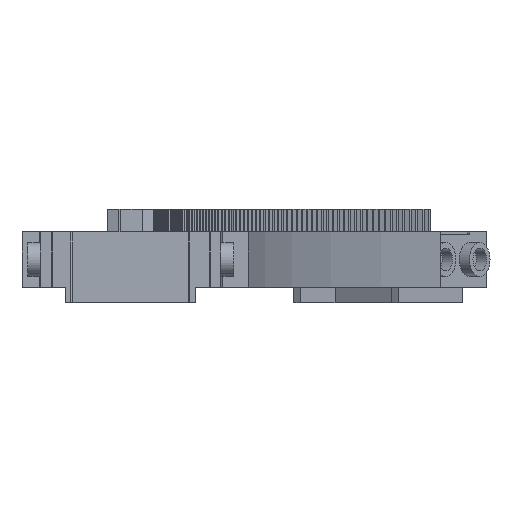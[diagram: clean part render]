
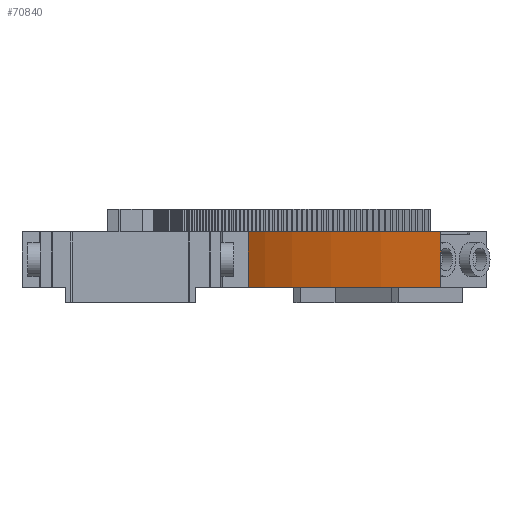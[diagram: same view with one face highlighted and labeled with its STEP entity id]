
A CAD part, front view. The second image highlights one B-rep face of the part: STEP entity #70840.
In plain terms, the highlighted cylindrical face has radius 184.1 mm (diameter 368.2 mm), a partial arc.
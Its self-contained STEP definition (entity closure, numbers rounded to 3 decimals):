
#314 = PLANE('',#315);
#315 = AXIS2_PLACEMENT_3D('',#316,#317,#318);
#316 = CARTESIAN_POINT('',(16.515,23.411,3.4));
#317 = DIRECTION('',(0.,0.,1.));
#318 = DIRECTION('',(-0.298,0.955,0.));
#36418 = VERTEX_POINT('',#36419);
#36419 = CARTESIAN_POINT('',(-1.07,-47.47,3.4));
#36435 = PLANE('',#36436);
#36436 = AXIS2_PLACEMENT_3D('',#36437,#36438,#36439);
#36437 = CARTESIAN_POINT('',(14.333,-47.47,-4.4));
#36438 = DIRECTION('',(0.,1.,0.));
#36439 = DIRECTION('',(0.,0.,1.));
#36447 = EDGE_CURVE('',#36418,#36448,#36450,.T.);
#36448 = VERTEX_POINT('',#36449);
#36449 = CARTESIAN_POINT('',(26.01,33.772,3.4));
#36450 = SURFACE_CURVE('',#36451,(#36456,#36467),.PCURVE_S1.);
#36451 = CIRCLE('',#36452,184.1);
#36452 = AXIS2_PLACEMENT_3D('',#36453,#36454,#36455);
#36453 = CARTESIAN_POINT('',(182.333,-63.47,3.4));
#36454 = DIRECTION('',(0.,0.,-1.));
#36455 = DIRECTION('',(-1.,0.,0.));
#36456 = PCURVE('',#314,#36457);
#36457 = DEFINITIONAL_REPRESENTATION('',(#36458),#36466);
#36458 = ( BOUNDED_CURVE() B_SPLINE_CURVE(2,(#36459,#36460,#36461,#36462
    ,#36463,#36464,#36465),.UNSPECIFIED.,.T.,.F.) 
B_SPLINE_CURVE_WITH_KNOTS((1,2,2,2,2,1),(-2.094,0.,
    2.094,4.189,6.283,8.378),
.UNSPECIFIED.) CURVE() GEOMETRIC_REPRESENTATION_ITEM() 
RATIONAL_B_SPLINE_CURVE((1.,0.5,1.,0.5,1.,0.5,1.)) REPRESENTATION_ITEM(
  '') );
#36459 = CARTESIAN_POINT('',(-77.478,43.356));
#36460 = CARTESIAN_POINT('',(226.889,-51.721));
#36461 = CARTESIAN_POINT('',(-7.634,-267.772));
#36462 = CARTESIAN_POINT('',(-242.156,-483.822));
#36463 = CARTESIAN_POINT('',(-312.,-172.695));
#36464 = CARTESIAN_POINT('',(-381.844,138.432));
#36465 = CARTESIAN_POINT('',(-77.478,43.356));
#36466 = ( GEOMETRIC_REPRESENTATION_CONTEXT(2) 
PARAMETRIC_REPRESENTATION_CONTEXT() REPRESENTATION_CONTEXT('2D SPACE',''
  ) );
#36467 = PCURVE('',#36468,#36473);
#36468 = CYLINDRICAL_SURFACE('',#36469,184.1);
#36469 = AXIS2_PLACEMENT_3D('',#36470,#36471,#36472);
#36470 = CARTESIAN_POINT('',(182.333,-63.47,3.4));
#36471 = DIRECTION('',(0.,0.,-1.));
#36472 = DIRECTION('',(-1.,0.,0.));
#36473 = DEFINITIONAL_REPRESENTATION('',(#36474),#36478);
#36474 = LINE('',#36475,#36476);
#36475 = CARTESIAN_POINT('',(0.,0.));
#36476 = VECTOR('',#36477,1.);
#36477 = DIRECTION('',(1.,0.));
#36478 = ( GEOMETRIC_REPRESENTATION_CONTEXT(2) 
PARAMETRIC_REPRESENTATION_CONTEXT() REPRESENTATION_CONTEXT('2D SPACE',''
  ) );
#36496 = PLANE('',#36497);
#36497 = AXIS2_PLACEMENT_3D('',#36498,#36499,#36500);
#36498 = CARTESIAN_POINT('',(-12.867,62.93,-4.4));
#36499 = DIRECTION('',(-0.6,-0.8,0.));
#36500 = DIRECTION('',(0.,0.,1.));
#68022 = PLANE('',#68023);
#68023 = AXIS2_PLACEMENT_3D('',#68024,#68025,#68026);
#68024 = CARTESIAN_POINT('',(-7.404,-0.224,-4.4));
#68025 = DIRECTION('',(-0.,-0.,1.));
#68026 = DIRECTION('',(0.316,0.949,0.));
#69418 = EDGE_CURVE('',#36418,#69419,#69421,.T.);
#69419 = VERTEX_POINT('',#69420);
#69420 = CARTESIAN_POINT('',(-1.07,-47.47,-4.4));
#69421 = SURFACE_CURVE('',#69422,(#69426,#69433),.PCURVE_S1.);
#69422 = LINE('',#69423,#69424);
#69423 = CARTESIAN_POINT('',(-1.07,-47.47,3.4));
#69424 = VECTOR('',#69425,1.);
#69425 = DIRECTION('',(0.,0.,-1.));
#69426 = PCURVE('',#36435,#69427);
#69427 = DEFINITIONAL_REPRESENTATION('',(#69428),#69432);
#69428 = LINE('',#69429,#69430);
#69429 = CARTESIAN_POINT('',(7.8,-15.403));
#69430 = VECTOR('',#69431,1.);
#69431 = DIRECTION('',(-1.,0.));
#69432 = ( GEOMETRIC_REPRESENTATION_CONTEXT(2) 
PARAMETRIC_REPRESENTATION_CONTEXT() REPRESENTATION_CONTEXT('2D SPACE',''
  ) );
#69433 = PCURVE('',#36468,#69434);
#69434 = DEFINITIONAL_REPRESENTATION('',(#69435),#69439);
#69435 = LINE('',#69436,#69437);
#69436 = CARTESIAN_POINT('',(0.087,0.));
#69437 = VECTOR('',#69438,1.);
#69438 = DIRECTION('',(0.,1.));
#69439 = ( GEOMETRIC_REPRESENTATION_CONTEXT(2) 
PARAMETRIC_REPRESENTATION_CONTEXT() REPRESENTATION_CONTEXT('2D SPACE',''
  ) );
#70798 = VERTEX_POINT('',#70799);
#70799 = CARTESIAN_POINT('',(26.01,33.772,-4.4));
#70820 = EDGE_CURVE('',#36448,#70798,#70821,.T.);
#70821 = SURFACE_CURVE('',#70822,(#70826,#70833),.PCURVE_S1.);
#70822 = LINE('',#70823,#70824);
#70823 = CARTESIAN_POINT('',(26.01,33.772,3.4));
#70824 = VECTOR('',#70825,1.);
#70825 = DIRECTION('',(0.,0.,-1.));
#70826 = PCURVE('',#36496,#70827);
#70827 = DEFINITIONAL_REPRESENTATION('',(#70828),#70832);
#70828 = LINE('',#70829,#70830);
#70829 = CARTESIAN_POINT('',(7.8,-48.597));
#70830 = VECTOR('',#70831,1.);
#70831 = DIRECTION('',(-1.,-0.));
#70832 = ( GEOMETRIC_REPRESENTATION_CONTEXT(2) 
PARAMETRIC_REPRESENTATION_CONTEXT() REPRESENTATION_CONTEXT('2D SPACE',''
  ) );
#70833 = PCURVE('',#36468,#70834);
#70834 = DEFINITIONAL_REPRESENTATION('',(#70835),#70839);
#70835 = LINE('',#70836,#70837);
#70836 = CARTESIAN_POINT('',(0.556,0.));
#70837 = VECTOR('',#70838,1.);
#70838 = DIRECTION('',(0.,1.));
#70839 = ( GEOMETRIC_REPRESENTATION_CONTEXT(2) 
PARAMETRIC_REPRESENTATION_CONTEXT() REPRESENTATION_CONTEXT('2D SPACE',''
  ) );
#70840 = ADVANCED_FACE('',(#70841),#36468,.F.);
#70841 = FACE_BOUND('',#70842,.F.);
#70842 = EDGE_LOOP('',(#70843,#70844,#70845,#70846));
#70843 = ORIENTED_EDGE('',*,*,#69418,.F.);
#70844 = ORIENTED_EDGE('',*,*,#36447,.T.);
#70845 = ORIENTED_EDGE('',*,*,#70820,.T.);
#70846 = ORIENTED_EDGE('',*,*,#70847,.F.);
#70847 = EDGE_CURVE('',#69419,#70798,#70848,.T.);
#70848 = SURFACE_CURVE('',#70849,(#70854,#70861),.PCURVE_S1.);
#70849 = CIRCLE('',#70850,184.1);
#70850 = AXIS2_PLACEMENT_3D('',#70851,#70852,#70853);
#70851 = CARTESIAN_POINT('',(182.333,-63.47,-4.4));
#70852 = DIRECTION('',(0.,0.,-1.));
#70853 = DIRECTION('',(-1.,0.,0.));
#70854 = PCURVE('',#36468,#70855);
#70855 = DEFINITIONAL_REPRESENTATION('',(#70856),#70860);
#70856 = LINE('',#70857,#70858);
#70857 = CARTESIAN_POINT('',(0.,7.8));
#70858 = VECTOR('',#70859,1.);
#70859 = DIRECTION('',(1.,0.));
#70860 = ( GEOMETRIC_REPRESENTATION_CONTEXT(2) 
PARAMETRIC_REPRESENTATION_CONTEXT() REPRESENTATION_CONTEXT('2D SPACE',''
  ) );
#70861 = PCURVE('',#68022,#70862);
#70862 = DEFINITIONAL_REPRESENTATION('',(#70863),#70871);
#70863 = ( BOUNDED_CURVE() B_SPLINE_CURVE(2,(#70864,#70865,#70866,#70867
    ,#70868,#70869,#70870),.UNSPECIFIED.,.T.,.F.) 
B_SPLINE_CURVE_WITH_KNOTS((1,2,2,2,2,1),(-2.094,0.,
    2.094,4.189,6.283,8.378),
.UNSPECIFIED.) CURVE() GEOMETRIC_REPRESENTATION_ITEM() 
RATIONAL_B_SPLINE_CURVE((1.,0.5,1.,0.5,1.,0.5,1.)) REPRESENTATION_ITEM(
  '') );
#70864 = CARTESIAN_POINT('',(-58.218,-25.347));
#70865 = CARTESIAN_POINT('',(244.29,75.488));
#70866 = CARTESIAN_POINT('',(180.362,-236.908));
#70867 = CARTESIAN_POINT('',(116.435,-549.305));
#70868 = CARTESIAN_POINT('',(-122.145,-337.744));
#70869 = CARTESIAN_POINT('',(-360.725,-126.183));
#70870 = CARTESIAN_POINT('',(-58.218,-25.347));
#70871 = ( GEOMETRIC_REPRESENTATION_CONTEXT(2) 
PARAMETRIC_REPRESENTATION_CONTEXT() REPRESENTATION_CONTEXT('2D SPACE',''
  ) );
